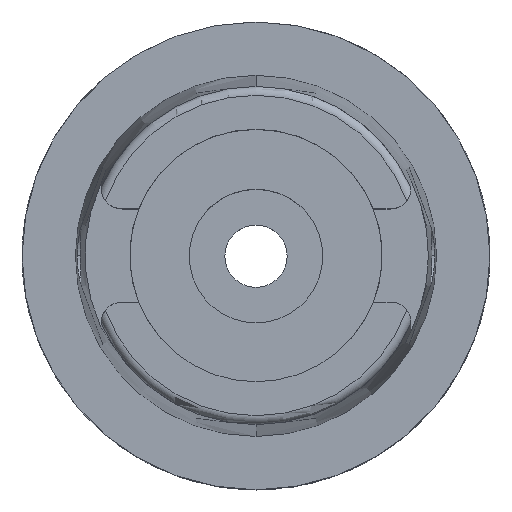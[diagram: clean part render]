
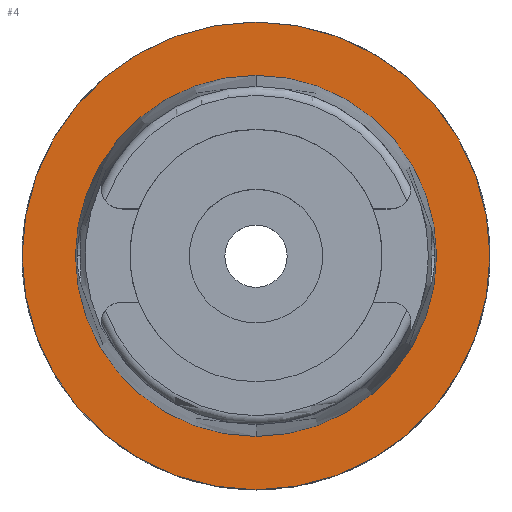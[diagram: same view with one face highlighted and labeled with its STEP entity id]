
A CAD part, top view. The second image highlights one B-rep face of the part: STEP entity #4.
In plain terms, the highlighted planar face has unit normal (0, 0, 1).
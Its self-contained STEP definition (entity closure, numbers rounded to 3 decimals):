
#4 = ADVANCED_FACE ( 'NONE', ( #3119, #2675 ), #110, .T. ) ;
#7 = CARTESIAN_POINT ( 'NONE',  ( 0., -24.315, 0. ) ) ;
#25 = CIRCLE ( 'NONE', #664, 31.5 ) ;
#71 = DIRECTION ( 'NONE',  ( 0., 1., 0. ) ) ;
#110 = PLANE ( 'NONE',  #289 ) ;
#272 = CARTESIAN_POINT ( 'NONE',  ( 0., 24.315, 0. ) ) ;
#289 = AXIS2_PLACEMENT_3D ( 'NONE', #2759, #4415, #1821 ) ;
#535 = AXIS2_PLACEMENT_3D ( 'NONE', #2748, #2263, #71 ) ;
#567 = EDGE_CURVE ( 'NONE', #4554, #1091, #3332, .T. ) ;
#664 = AXIS2_PLACEMENT_3D ( 'NONE', #3973, #1791, #3945 ) ;
#1085 = ORIENTED_EDGE ( 'NONE', *, *, #1109, .F. ) ;
#1091 = VERTEX_POINT ( 'NONE', #7 ) ;
#1107 = CARTESIAN_POINT ( 'NONE',  ( 0., 0., 0. ) ) ;
#1109 = EDGE_CURVE ( 'NONE', #2193, #1290, #4264, .T. ) ;
#1154 = CIRCLE ( 'NONE', #3314, 24.315 ) ;
#1290 = VERTEX_POINT ( 'NONE', #3722 ) ;
#1791 = DIRECTION ( 'NONE',  ( 0., 0., -1. ) ) ;
#1821 = DIRECTION ( 'NONE',  ( 1., 0., 0. ) ) ;
#2193 = VERTEX_POINT ( 'NONE', #4564 ) ;
#2263 = DIRECTION ( 'NONE',  ( 0., 0., -1. ) ) ;
#2269 = DIRECTION ( 'NONE',  ( 0., -1., 0. ) ) ;
#2675 = FACE_BOUND ( 'NONE', #2695, .T. ) ;
#2695 = EDGE_LOOP ( 'NONE', ( #3688, #5357 ) ) ;
#2748 = CARTESIAN_POINT ( 'NONE',  ( 0., 0., 0. ) ) ;
#2759 = CARTESIAN_POINT ( 'NONE',  ( 0., 0., 0. ) ) ;
#3119 = FACE_OUTER_BOUND ( 'NONE', #4843, .T. ) ;
#3314 = AXIS2_PLACEMENT_3D ( 'NONE', #3568, #3910, #2269 ) ;
#3332 = CIRCLE ( 'NONE', #4530, 24.315 ) ;
#3568 = CARTESIAN_POINT ( 'NONE',  ( 0., 0., 0. ) ) ;
#3688 = ORIENTED_EDGE ( 'NONE', *, *, #567, .F. ) ;
#3705 = DIRECTION ( 'NONE',  ( 0., 0., 1. ) ) ;
#3722 = CARTESIAN_POINT ( 'NONE',  ( 0., -31.5, 0. ) ) ;
#3910 = DIRECTION ( 'NONE',  ( 0., 0., 1. ) ) ;
#3945 = DIRECTION ( 'NONE',  ( 0., -1., 0. ) ) ;
#3973 = CARTESIAN_POINT ( 'NONE',  ( 0., 0., 0. ) ) ;
#4264 = CIRCLE ( 'NONE', #535, 31.5 ) ;
#4415 = DIRECTION ( 'NONE',  ( 0., 0., 1. ) ) ;
#4530 = AXIS2_PLACEMENT_3D ( 'NONE', #1107, #3705, #4979 ) ;
#4554 = VERTEX_POINT ( 'NONE', #272 ) ;
#4564 = CARTESIAN_POINT ( 'NONE',  ( 0., 31.5, 0. ) ) ;
#4843 = EDGE_LOOP ( 'NONE', ( #1085, #4865 ) ) ;
#4865 = ORIENTED_EDGE ( 'NONE', *, *, #5278, .F. ) ;
#4979 = DIRECTION ( 'NONE',  ( 0., 1., 0. ) ) ;
#5278 = EDGE_CURVE ( 'NONE', #1290, #2193, #25, .T. ) ;
#5357 = ORIENTED_EDGE ( 'NONE', *, *, #5585, .F. ) ;
#5585 = EDGE_CURVE ( 'NONE', #1091, #4554, #1154, .T. ) ;
